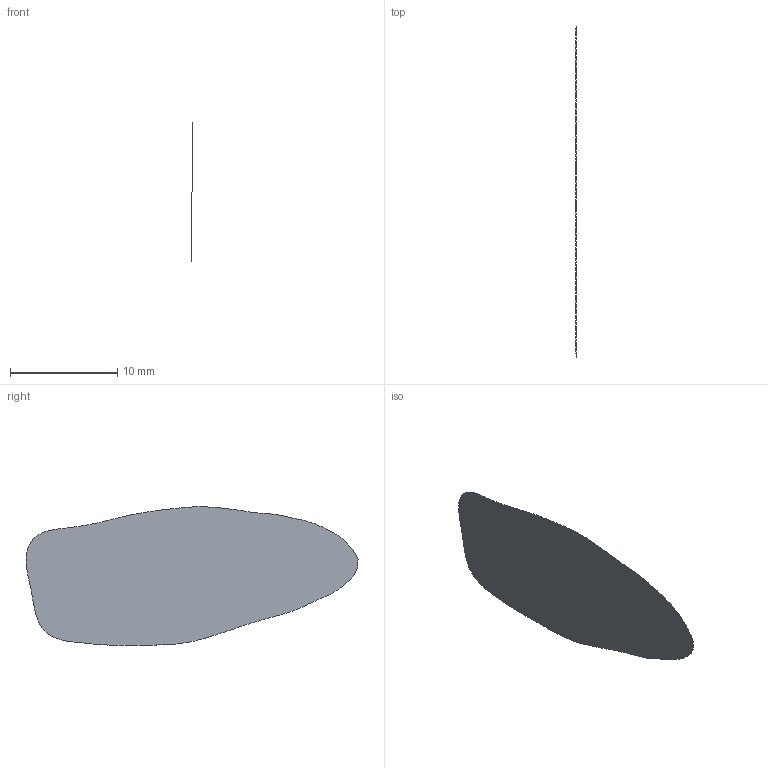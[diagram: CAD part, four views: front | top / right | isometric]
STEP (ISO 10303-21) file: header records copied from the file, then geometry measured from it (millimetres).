
FILE_DESCRIPTION(('FreeCAD Model'),'2;1');
FILE_NAME('Open CASCADE Shape Model','2024-02-06T17:10:38',('FreeCAD'),( 'FreeCAD'),'Open CASCADE STEP processor 7.6','FreeCAD','Unknown');
FILE_SCHEMA(('AUTOMOTIVE_DESIGN { 1 0 10303 214 1 1 1 1 }'));
Length unit declared in the file: millimetre
Products named in the file (1): Open CASCADE STEP translator 7.6 4
Bounding box: 0 x 30.98 x 12.92 mm (x, y, z)
Surface area: 308.4 mm2 (no closed solid volume)
Topology: 0 solids, 1 shells, 1 faces, 208 edges, 208 vertices
Faces by surface type: plane 1
Entity records: 3146 total; most frequent: CARTESIAN_POINT 626, DIRECTION 420, LINE 416, VECTOR 416, ORIENTED_EDGE 208, EDGE_CURVE 208, VERTEX_POINT 208, SURFACE_CURVE 208
